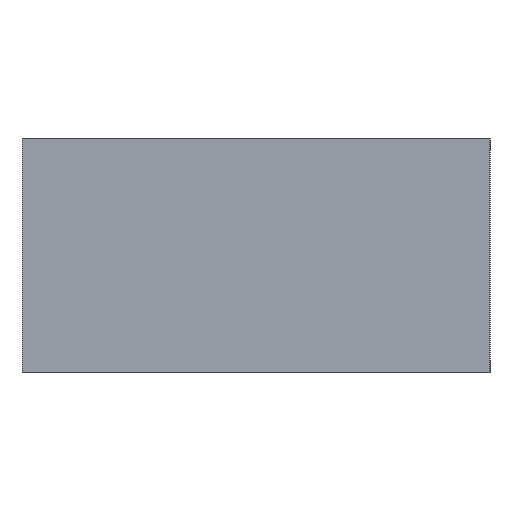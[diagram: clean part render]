
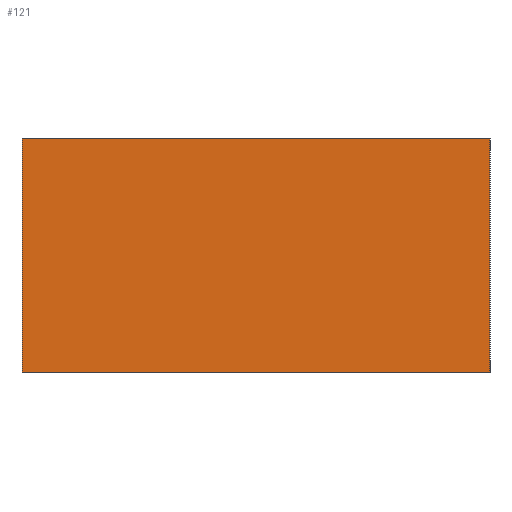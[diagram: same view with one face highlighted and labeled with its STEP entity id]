
A CAD part, left-side view. The second image highlights one B-rep face of the part: STEP entity #121.
In plain terms, the highlighted planar face has unit normal (-1, 0, 0).
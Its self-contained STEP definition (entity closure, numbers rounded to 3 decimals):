
#121=ADVANCED_FACE('',(#233),#235,.T.);
#233=FACE_BOUND('',#234,.T.);
#234=EDGE_LOOP('',(#326,#327,#328,#329));
#235=PLANE('',#236);
#236=AXIS2_PLACEMENT_3D('',#237,#238,#239);
#237=CARTESIAN_POINT('',(-5.,4.,0.));
#238=DIRECTION('',(-1.,0.,0.));
#239=DIRECTION('',(0.,-1.,0.));
#326=ORIENTED_EDGE('',*,*,#384,.T.);
#327=ORIENTED_EDGE('',*,*,#373,.T.);
#328=ORIENTED_EDGE('',*,*,#356,.F.);
#329=ORIENTED_EDGE('',*,*,#371,.F.);
#356=EDGE_CURVE('',#393,#395,#396,.T.);
#371=EDGE_CURVE('',#421,#393,#423,.T.);
#373=EDGE_CURVE('',#426,#395,#427,.T.);
#384=EDGE_CURVE('',#421,#426,#444,.T.);
#393=VERTEX_POINT('',#455);
#395=VERTEX_POINT('',#459);
#396=LINE('',#460,#461);
#421=VERTEX_POINT('',#513);
#423=LINE('',#517,#518);
#426=VERTEX_POINT('',#524);
#427=LINE('',#525,#526);
#444=LINE('',#564,#565);
#455=CARTESIAN_POINT('',(-5.,4.,4.));
#459=CARTESIAN_POINT('',(-5.,-4.,4.));
#460=CARTESIAN_POINT('',(-5.,4.,4.));
#461=VECTOR('',#462,1.);
#462=DIRECTION('',(0.,-1.,0.));
#513=CARTESIAN_POINT('',(-5.,4.,0.));
#517=CARTESIAN_POINT('',(-5.,4.,0.));
#518=VECTOR('',#519,1.);
#519=DIRECTION('',(0.,0.,1.));
#524=CARTESIAN_POINT('',(-5.,-4.,0.));
#525=CARTESIAN_POINT('',(-5.,-4.,0.));
#526=VECTOR('',#527,1.);
#527=DIRECTION('',(0.,0.,1.));
#564=CARTESIAN_POINT('',(-5.,4.,0.));
#565=VECTOR('',#566,1.);
#566=DIRECTION('',(0.,-1.,0.));
